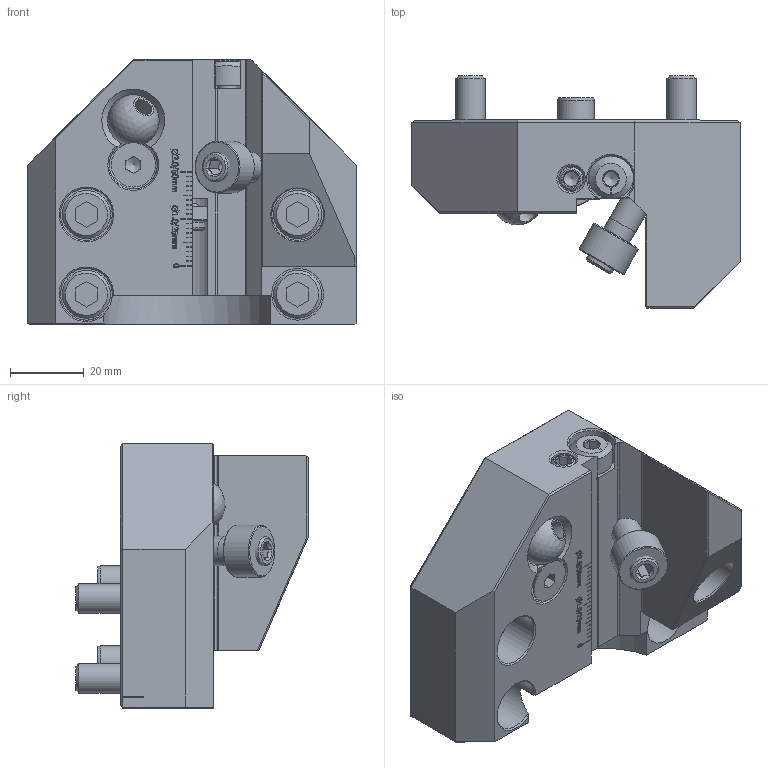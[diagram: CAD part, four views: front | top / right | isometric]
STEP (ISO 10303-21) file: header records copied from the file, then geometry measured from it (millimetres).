
FILE_DESCRIPTION(/* description */ ('LARGE DIA INSERT HOLDER BASE, PAIR'),/* implementation_level */ '2;1');
FILE_NAME(/* name */ '910-HBP.stp',/* time_stamp */ '2018-12-10T14:40:15-05:00',/* author */ ('dhartman'),/* organization */ (''),/* preprocessor_version */ 'ST-DEVELOPER v17',/* originating_system */ 'Autodesk Inventor 2018',/* authorisation */ '');
FILE_SCHEMA (('AUTOMOTIVE_DESIGN { 1 0 10303 214 3 1 1 }'));
Length unit declared in the file: inch
Products named in the file (12): 910-HBP; 910-HBP_1; 910-HBP-1-PRT; MSCB14; 814-605; 814-603; 814-606; 910-HBP-2; DWLM10X12; MB 600-060; SHCSFHM6X10; SHCSM8X20
Assembly tree (15 placements, depth 3):
  910-HBP
    910-HBP_1
      910-HBP-1-PRT
      MSCB14
      814-605
      814-603
      DWLM10X12  x2
      814-606
      910-HBP-2
      MB 600-060
      SHCSFHM6X10
      SHCSM8X20  x4
Bounding box: 88.9 x 62.89 x 71.68 mm (x, y, z)
Volume: 137879.1 mm3; surface area: 40874.8 mm2
Topology: 15 solids, 15 shells, 752 faces, 2014 edges, 1331 vertices
Faces by surface type: plane 410, bspline 176, cone 87, cylinder 69, sphere 5, torus 5
Full cylindrical faces by diameter (mm): 3.988 x2, 4 x4, 4.928 x1, 5 x1, 5.004 x2, 5.309 x2, 5.664 x2, 6 x3, 6.045 x1, 6.35 x2, 6.655 x1, 6.731 x1, 6.909 x1, 7 x2, 7.988 x1, 8 x4, 8.001 x2, 8.204 x1, 8.992 x4, 9.525 x1, 10 x5, 12 x1, 13 x4, 14 x1, 14.021 x5, 14.834 x1
Entity records: 24081 total; most frequent: CARTESIAN_POINT 6521, ORIENTED_EDGE 3804, DIRECTION 2874, EDGE_CURVE 1902, VERTEX_POINT 1273, LINE 1172, VECTOR 1172, AXIS2_PLACEMENT_3D 851
